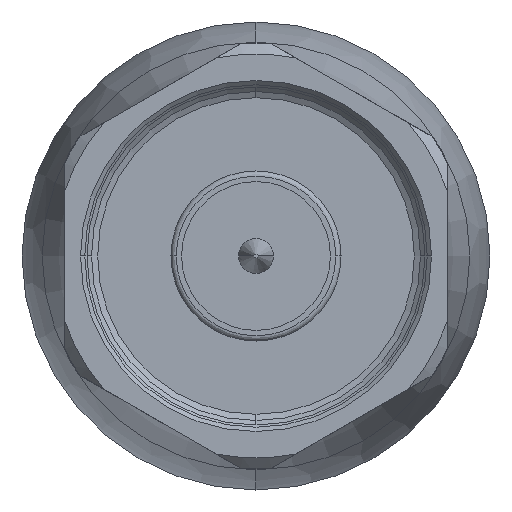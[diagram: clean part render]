
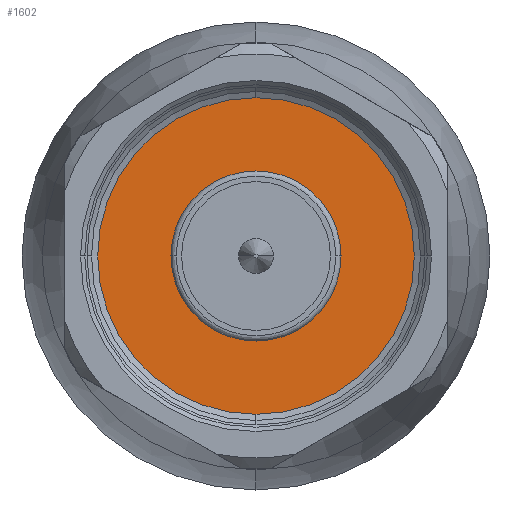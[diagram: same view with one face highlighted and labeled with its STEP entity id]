
A CAD part, left-side view. The second image highlights one B-rep face of the part: STEP entity #1602.
In plain terms, the highlighted planar face has unit normal (-1, 0, 0).
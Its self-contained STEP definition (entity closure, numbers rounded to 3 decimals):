
#32 = CARTESIAN_POINT ( 'NONE',  ( 9.8, 0., 0. ) ) ;
#124 = AXIS2_PLACEMENT_3D ( 'NONE', #1935, #2954, #1738 ) ;
#207 = AXIS2_PLACEMENT_3D ( 'NONE', #3072, #1079, #2837 ) ;
#275 = VERTEX_POINT ( 'NONE', #1540 ) ;
#285 = DIRECTION ( 'NONE',  ( 0., 0., 1. ) ) ;
#319 = DIRECTION ( 'NONE',  ( -1., 0., 0. ) ) ;
#351 = ORIENTED_EDGE ( 'NONE', *, *, #1035, .T. ) ;
#495 = CARTESIAN_POINT ( 'NONE',  ( 9.8, 0., -7.75 ) ) ;
#586 = VERTEX_POINT ( 'NONE', #954 ) ;
#628 = AXIS2_PLACEMENT_3D ( 'NONE', #1651, #1129, #1195 ) ;
#670 = EDGE_LOOP ( 'NONE', ( #351, #2230 ) ) ;
#747 = AXIS2_PLACEMENT_3D ( 'NONE', #2148, #2201, #1465 ) ;
#775 = CIRCLE ( 'NONE', #628, 7.75 ) ;
#807 = EDGE_CURVE ( 'NONE', #2082, #275, #1712, .T. ) ;
#947 = FACE_OUTER_BOUND ( 'NONE', #1985, .T. ) ;
#950 = EDGE_CURVE ( 'NONE', #586, #1710, #775, .T. ) ;
#954 = CARTESIAN_POINT ( 'NONE',  ( 9.8, 0., 7.75 ) ) ;
#1035 = EDGE_CURVE ( 'NONE', #275, #2082, #2308, .T. ) ;
#1079 = DIRECTION ( 'NONE',  ( 1., 0., 0. ) ) ;
#1129 = DIRECTION ( 'NONE',  ( -1., 0., 0. ) ) ;
#1176 = FACE_BOUND ( 'NONE', #670, .T. ) ;
#1177 = EDGE_CURVE ( 'NONE', #1710, #586, #1939, .T. ) ;
#1195 = DIRECTION ( 'NONE',  ( 0., 0., 1. ) ) ;
#1465 = DIRECTION ( 'NONE',  ( 0., 0., -1. ) ) ;
#1540 = CARTESIAN_POINT ( 'NONE',  ( 9.8, -4., 0. ) ) ;
#1561 = ORIENTED_EDGE ( 'NONE', *, *, #1177, .T. ) ;
#1602 = ADVANCED_FACE ( 'NONE', ( #1176, #947 ), #3120, .F. ) ;
#1651 = CARTESIAN_POINT ( 'NONE',  ( 9.8, 0., 0. ) ) ;
#1684 = AXIS2_PLACEMENT_3D ( 'NONE', #32, #319, #285 ) ;
#1710 = VERTEX_POINT ( 'NONE', #495 ) ;
#1712 = CIRCLE ( 'NONE', #207, 4. ) ;
#1738 = DIRECTION ( 'NONE',  ( 0., 0., -1. ) ) ;
#1935 = CARTESIAN_POINT ( 'NONE',  ( 9.8, 0., 0. ) ) ;
#1939 = CIRCLE ( 'NONE', #1684, 7.75 ) ;
#1985 = EDGE_LOOP ( 'NONE', ( #3158, #1561 ) ) ;
#2082 = VERTEX_POINT ( 'NONE', #2923 ) ;
#2148 = CARTESIAN_POINT ( 'NONE',  ( 9.8, 7.75, 0. ) ) ;
#2201 = DIRECTION ( 'NONE',  ( 1., 0., 0. ) ) ;
#2230 = ORIENTED_EDGE ( 'NONE', *, *, #807, .T. ) ;
#2308 = CIRCLE ( 'NONE', #124, 4. ) ;
#2837 = DIRECTION ( 'NONE',  ( 0., 0., -1. ) ) ;
#2923 = CARTESIAN_POINT ( 'NONE',  ( 9.8, 4., 0. ) ) ;
#2954 = DIRECTION ( 'NONE',  ( 1., 0., 0. ) ) ;
#3072 = CARTESIAN_POINT ( 'NONE',  ( 9.8, 0., 0. ) ) ;
#3120 = PLANE ( 'NONE',  #747 ) ;
#3158 = ORIENTED_EDGE ( 'NONE', *, *, #950, .T. ) ;
